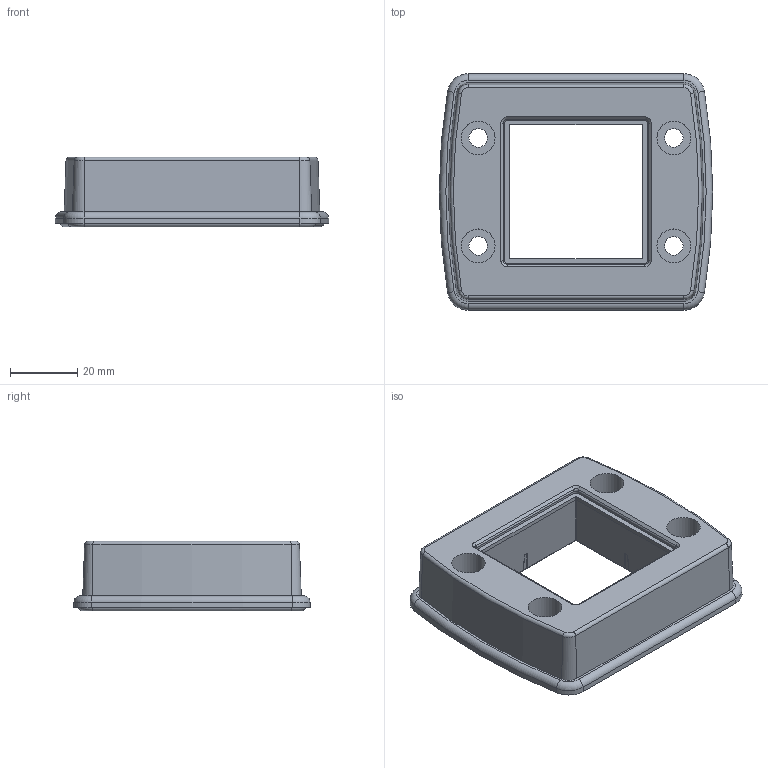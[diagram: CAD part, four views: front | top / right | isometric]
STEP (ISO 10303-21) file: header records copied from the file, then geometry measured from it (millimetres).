
FILE_DESCRIPTION(/* description */ (''),/* implementation_level */ '2;1');
FILE_NAME(/* name */ '28506_4_KDS-SR_1-4.stp',/* time_stamp */ '2022-11-29T14:12:54+01:00',/* author */ (''),/* organization */ (''),/* preprocessor_version */ 'ST-DEVELOPER v16.7',/* originating_system */ 'SIEMENS PLM Software NX 12.0',/* authorisation */ '');
FILE_SCHEMA (('AUTOMOTIVE_DESIGN { 1 0 10303 214 3 1 1 1 }'));
Length unit declared in the file: millimetre
Products named in the file (1): 28506_4_KDS-SR_1-4
Bounding box: 81.08 x 70.08 x 20.6 mm (x, y, z)
Volume: 57069.2 mm3; surface area: 17514.3 mm2
Topology: 1 solids, 1 shells, 122 faces, 302 edges, 190 vertices
Faces by surface type: plane 46, cylinder 34, bspline 16, torus 14, cone 12
Full cylindrical faces by diameter (mm): 5.5 x4, 10 x4
Entity records: 4228 total; most frequent: CARTESIAN_POINT 1391, DIRECTION 584, ORIENTED_EDGE 576, EDGE_CURVE 288, AXIS2_PLACEMENT_3D 223, VERTEX_POINT 184, EDGE_LOOP 148, LINE 138
